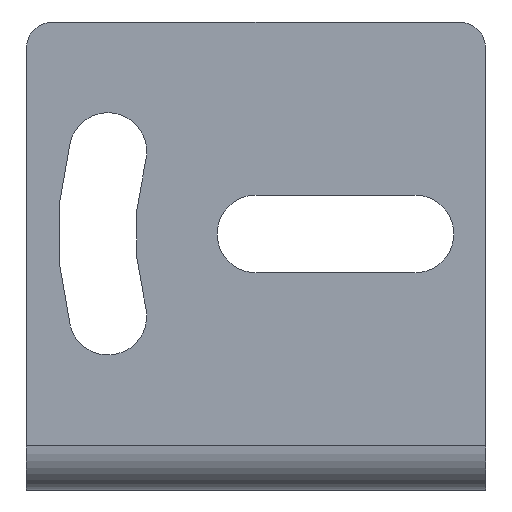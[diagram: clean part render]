
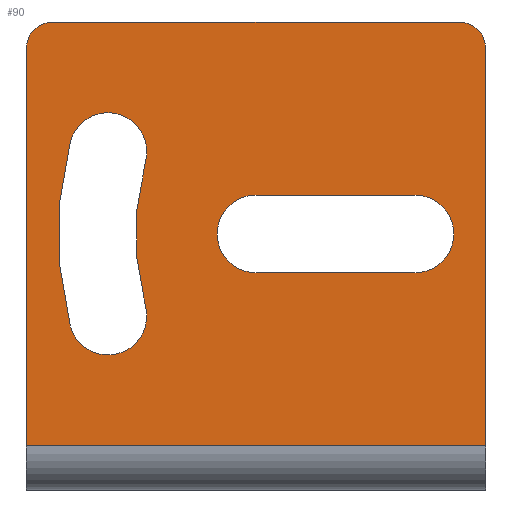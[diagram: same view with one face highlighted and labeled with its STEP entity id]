
A CAD part, front view. The second image highlights one B-rep face of the part: STEP entity #90.
In plain terms, the highlighted planar face has unit normal (0, -1, 0).
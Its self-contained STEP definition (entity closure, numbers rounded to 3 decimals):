
#90 = ADVANCED_FACE( '', ( #162, #163, #164 ), #165, .F. );
#162 = FACE_BOUND( '', #290, .T. );
#163 = FACE_BOUND( '', #291, .T. );
#164 = FACE_OUTER_BOUND( '', #292, .T. );
#165 = PLANE( '', #293 );
#290 = EDGE_LOOP( '', ( #501, #502, #503, #504 ) );
#291 = EDGE_LOOP( '', ( #505, #506, #507, #508 ) );
#292 = EDGE_LOOP( '', ( #509, #510, #511, #512, #513, #514 ) );
#293 = AXIS2_PLACEMENT_3D( '', #515, #516, #517 );
#501 = ORIENTED_EDGE( '', *, *, #898, .T. );
#502 = ORIENTED_EDGE( '', *, *, #901, .T. );
#503 = ORIENTED_EDGE( '', *, *, #903, .T. );
#504 = ORIENTED_EDGE( '', *, *, #904, .T. );
#505 = ORIENTED_EDGE( '', *, *, #896, .T. );
#506 = ORIENTED_EDGE( '', *, *, #894, .T. );
#507 = ORIENTED_EDGE( '', *, *, #890, .T. );
#508 = ORIENTED_EDGE( '', *, *, #893, .F. );
#509 = ORIENTED_EDGE( '', *, *, #909, .F. );
#510 = ORIENTED_EDGE( '', *, *, #907, .F. );
#511 = ORIENTED_EDGE( '', *, *, #886, .T. );
#512 = ORIENTED_EDGE( '', *, *, #906, .F. );
#513 = ORIENTED_EDGE( '', *, *, #910, .T. );
#514 = ORIENTED_EDGE( '', *, *, #911, .F. );
#515 = CARTESIAN_POINT( '', ( 13., -15.59, 13.25 ) );
#516 = DIRECTION( '', ( 0., 1., 0. ) );
#517 = DIRECTION( '', ( 0., 0., 1. ) );
#886 = EDGE_CURVE( '', #1068, #1069, #1070, .T. );
#890 = EDGE_CURVE( '', #1075, #1073, #1076, .T. );
#893 = EDGE_CURVE( '', #1078, #1073, #1080, .T. );
#894 = EDGE_CURVE( '', #1081, #1075, #1082, .T. );
#896 = EDGE_CURVE( '', #1078, #1081, #1084, .T. );
#898 = EDGE_CURVE( '', #1087, #1085, #1088, .T. );
#901 = EDGE_CURVE( '', #1085, #1090, #1092, .T. );
#903 = EDGE_CURVE( '', #1090, #1093, #1095, .T. );
#904 = EDGE_CURVE( '', #1093, #1087, #1096, .T. );
#906 = EDGE_CURVE( '', #1097, #1069, #1099, .T. );
#907 = EDGE_CURVE( '', #1068, #1100, #1101, .T. );
#909 = EDGE_CURVE( '', #1100, #1103, #1104, .T. );
#910 = EDGE_CURVE( '', #1097, #1105, #1106, .T. );
#911 = EDGE_CURVE( '', #1103, #1105, #1107, .T. );
#1068 = VERTEX_POINT( '', #1340 );
#1069 = VERTEX_POINT( '', #1341 );
#1070 = LINE( '', #1342, #1343 );
#1073 = VERTEX_POINT( '', #1348 );
#1075 = VERTEX_POINT( '', #1351 );
#1076 = CIRCLE( '', #1352, 2.2 );
#1078 = VERTEX_POINT( '', #1355 );
#1080 = CIRCLE( '', #1358, 15.8 );
#1081 = VERTEX_POINT( '', #1359 );
#1082 = CIRCLE( '', #1360, 20.2 );
#1084 = CIRCLE( '', #1363, 2.2 );
#1085 = VERTEX_POINT( '', #1364 );
#1087 = VERTEX_POINT( '', #1367 );
#1088 = LINE( '', #1368, #1369 );
#1090 = VERTEX_POINT( '', #1372 );
#1092 = CIRCLE( '', #1375, 2.2 );
#1093 = VERTEX_POINT( '', #1376 );
#1095 = LINE( '', #1379, #1380 );
#1096 = CIRCLE( '', #1381, 2.2 );
#1097 = VERTEX_POINT( '', #1382 );
#1099 = CIRCLE( '', #1385, 1.5 );
#1100 = VERTEX_POINT( '', #1386 );
#1101 = CIRCLE( '', #1387, 1.5 );
#1103 = VERTEX_POINT( '', #1390 );
#1104 = LINE( '', #1391, #1392 );
#1105 = VERTEX_POINT( '', #1393 );
#1106 = LINE( '', #1394, #1395 );
#1107 = LINE( '', #1396, #1397 );
#1340 = CARTESIAN_POINT( '', ( 11.5, -15.59, 13.25 ) );
#1341 = CARTESIAN_POINT( '', ( -11.5, -15.59, 13.25 ) );
#1342 = CARTESIAN_POINT( '', ( 13., -15.59, 13.25 ) );
#1343 = VECTOR( '', #1690, 1000. );
#1348 = CARTESIAN_POINT( '', ( -6.262, -15.59, 5.339 ) );
#1351 = CARTESIAN_POINT( '', ( -10.509, -15.59, 6.488 ) );
#1352 = AXIS2_PLACEMENT_3D( '', #1694, #1695, #1696 );
#1355 = CARTESIAN_POINT( '', ( -6.262, -15.59, -2.839 ) );
#1358 = AXIS2_PLACEMENT_3D( '', #1699, #1700, #1701 );
#1359 = CARTESIAN_POINT( '', ( -10.516, -15.59, -3.963 ) );
#1360 = AXIS2_PLACEMENT_3D( '', #1702, #1703, #1704 );
#1363 = AXIS2_PLACEMENT_3D( '', #1706, #1707, #1708 );
#1364 = CARTESIAN_POINT( '', ( 0., -15.59, -0.95 ) );
#1367 = CARTESIAN_POINT( '', ( 9., -15.59, -0.95 ) );
#1368 = CARTESIAN_POINT( '', ( 9., -15.59, -0.95 ) );
#1369 = VECTOR( '', #1710, 1000. );
#1372 = CARTESIAN_POINT( '', ( 0., -15.59, 3.45 ) );
#1375 = AXIS2_PLACEMENT_3D( '', #1713, #1714, #1715 );
#1376 = CARTESIAN_POINT( '', ( 9., -15.59, 3.45 ) );
#1379 = CARTESIAN_POINT( '', ( 0., -15.59, 3.45 ) );
#1380 = VECTOR( '', #1717, 1000. );
#1381 = AXIS2_PLACEMENT_3D( '', #1718, #1719, #1720 );
#1382 = CARTESIAN_POINT( '', ( -13., -15.59, 11.75 ) );
#1385 = AXIS2_PLACEMENT_3D( '', #1722, #1723, #1724 );
#1386 = CARTESIAN_POINT( '', ( 13., -15.59, 11.75 ) );
#1387 = AXIS2_PLACEMENT_3D( '', #1725, #1726, #1727 );
#1390 = CARTESIAN_POINT( '', ( 13., -15.59, -10.75 ) );
#1391 = CARTESIAN_POINT( '', ( 13., -15.59, 13.25 ) );
#1392 = VECTOR( '', #1729, 1000. );
#1393 = CARTESIAN_POINT( '', ( -13., -15.59, -10.75 ) );
#1394 = CARTESIAN_POINT( '', ( -13., -15.59, 13.25 ) );
#1395 = VECTOR( '', #1730, 1000. );
#1396 = CARTESIAN_POINT( '', ( 13., -15.59, -10.75 ) );
#1397 = VECTOR( '', #1731, 1000. );
#1690 = DIRECTION( '', ( -1., 0., 0. ) );
#1694 = CARTESIAN_POINT( '', ( -8.387, -15.59, 5.909 ) );
#1695 = DIRECTION( '', ( 0., 1., 0. ) );
#1696 = DIRECTION( '', ( 1., 0., 0. ) );
#1699 = CARTESIAN_POINT( '', ( 9., -15.59, 1.25 ) );
#1700 = DIRECTION( '', ( 0., 1., 0. ) );
#1701 = DIRECTION( '', ( 1., 0., 0. ) );
#1702 = CARTESIAN_POINT( '', ( 9., -15.59, 1.25 ) );
#1703 = DIRECTION( '', ( 0., 1., 0. ) );
#1704 = DIRECTION( '', ( 1., 0., 0. ) );
#1706 = CARTESIAN_POINT( '', ( -8.387, -15.59, -3.409 ) );
#1707 = DIRECTION( '', ( 0., 1., 0. ) );
#1708 = DIRECTION( '', ( 1., 0., 0. ) );
#1710 = DIRECTION( '', ( -1., 0., 0. ) );
#1713 = CARTESIAN_POINT( '', ( 0., -15.59, 1.25 ) );
#1714 = DIRECTION( '', ( 0., 1., 0. ) );
#1715 = DIRECTION( '', ( 1., 0., 0. ) );
#1717 = DIRECTION( '', ( 1., 0., 0. ) );
#1718 = CARTESIAN_POINT( '', ( 9., -15.59, 1.25 ) );
#1719 = DIRECTION( '', ( 0., 1., 0. ) );
#1720 = DIRECTION( '', ( 1., 0., 0. ) );
#1722 = CARTESIAN_POINT( '', ( -11.5, -15.59, 11.75 ) );
#1723 = DIRECTION( '', ( 0., 1., 0. ) );
#1724 = DIRECTION( '', ( 1., 0., 0. ) );
#1725 = CARTESIAN_POINT( '', ( 11.5, -15.59, 11.75 ) );
#1726 = DIRECTION( '', ( 0., 1., 0. ) );
#1727 = DIRECTION( '', ( 1., 0., 0. ) );
#1729 = DIRECTION( '', ( 0., 0., -1. ) );
#1730 = DIRECTION( '', ( 0., 0., -1. ) );
#1731 = DIRECTION( '', ( -1., 0., 0. ) );
